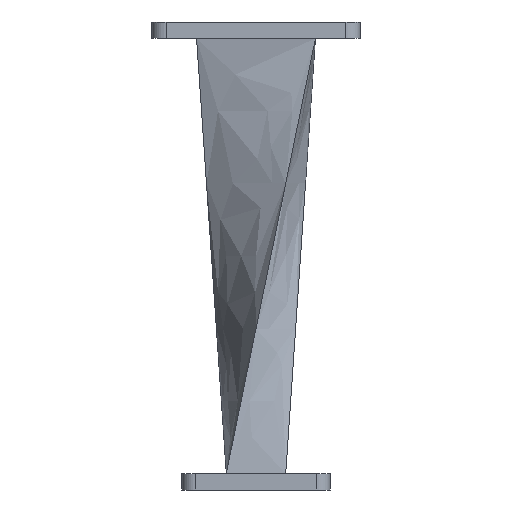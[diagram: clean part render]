
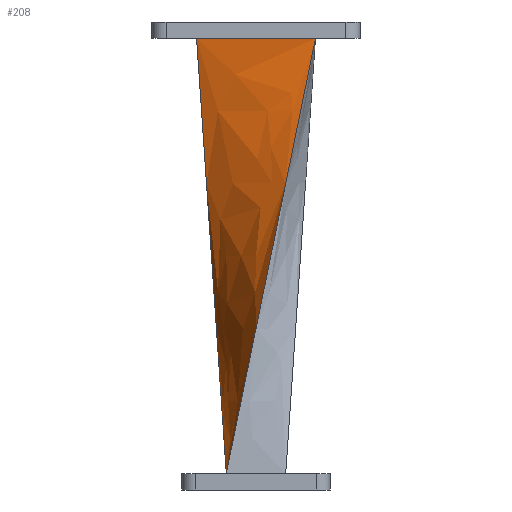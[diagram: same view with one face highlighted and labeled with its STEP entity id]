
A CAD part, front view. The second image highlights one B-rep face of the part: STEP entity #208.
In plain terms, the highlighted free-form (B-spline) face has degree [3, 1] with [6, 4] control points.
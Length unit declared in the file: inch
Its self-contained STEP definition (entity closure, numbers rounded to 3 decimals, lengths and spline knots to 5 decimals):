
#34 = CARTESIAN_POINT ( 'NONE',  ( 0.67833, -0.49833, 0.1126 ) ) ;
#60 = VECTOR ( 'NONE', #3252, 39.37008 ) ;
#88 = CARTESIAN_POINT ( 'NONE',  ( -0.33333, -0.5, 0.03937 ) ) ;
#208 = ADVANCED_FACE ( 'NONE', ( #2433 ), #2340, .T. ) ;
#295 = CARTESIAN_POINT ( 'NONE',  ( -1., -0.5, 0.03937 ) ) ;
#342 = CARTESIAN_POINT ( 'NONE',  ( 1., -0.5, 0.03937 ) ) ;
#407 = CARTESIAN_POINT ( 'NONE',  ( 1., -0.5, 0.03937 ) ) ;
#622 = CARTESIAN_POINT ( 'NONE',  ( -0.5, 0.66667, -7.28346 ) ) ;
#634 = CARTESIAN_POINT ( 'NONE',  ( -0.5, 1., -7.28346 ) ) ;
#674 = CARTESIAN_POINT ( 'NONE',  ( -0.66667, -0.5, 0.03937 ) ) ;
#694 = CARTESIAN_POINT ( 'NONE',  ( -0.515, -1.005, -7.35669 ) ) ;
#761 = VECTOR ( 'NONE', #3852, 39.37008 ) ;
#820 = ORIENTED_EDGE ( 'NONE', *, *, #1347, .F. ) ;
#985 = CARTESIAN_POINT ( 'NONE',  ( 0.34167, -0.50167, 0.1126 ) ) ;
#1154 = CARTESIAN_POINT ( 'NONE',  ( -0.5, 1., -7.28346 ) ) ;
#1222 = CARTESIAN_POINT ( 'NONE',  ( -0.75, 0.25, -3.62205 ) ) ;
#1228 = CARTESIAN_POINT ( 'NONE',  ( -0.5, -0.33333, -7.28346 ) ) ;
#1266 = CARTESIAN_POINT ( 'NONE',  ( -0.51167, -0.66833, -7.35669 ) ) ;
#1275 = EDGE_LOOP ( 'NONE', ( #820, #2162, #3317, #3858 ) ) ;
#1347 = EDGE_CURVE ( 'NONE', #3182, #2241, #3831, .T. ) ;
#1389 = VECTOR ( 'NONE', #2149, 39.37008 ) ;
#1542 = CARTESIAN_POINT ( 'NONE',  ( -0.33167, -0.50833, 0.1126 ) ) ;
#1577 = CARTESIAN_POINT ( 'NONE',  ( -0.50833, -0.33167, -7.35669 ) ) ;
#1595 = CARTESIAN_POINT ( 'NONE',  ( -0.5, 0.33333, -7.28346 ) ) ;
#1736 = EDGE_CURVE ( 'NONE', #1980, #2395, #2783, .T. ) ;
#1743 = EDGE_CURVE ( 'NONE', #1980, #3182, #3347, .T. ) ;
#1809 = CARTESIAN_POINT ( 'NONE',  ( -0.49833, 0.67833, -7.35669 ) ) ;
#1833 = CARTESIAN_POINT ( 'NONE',  ( -0.5, -1., -7.28346 ) ) ;
#1980 = VERTEX_POINT ( 'NONE', #1154 ) ;
#2056 = LINE ( 'NONE', #2731, #60 ) ;
#2099 = CARTESIAN_POINT ( 'NONE',  ( 1.015, -0.495, 0.1126 ) ) ;
#2139 = CARTESIAN_POINT ( 'NONE',  ( 0.66667, -0.5, 0.03937 ) ) ;
#2149 = DIRECTION ( 'NONE',  ( 0., -1., 0. ) ) ;
#2154 = CARTESIAN_POINT ( 'NONE',  ( -0.5, -1., -7.28346 ) ) ;
#2162 = ORIENTED_EDGE ( 'NONE', *, *, #1743, .F. ) ;
#2206 = CARTESIAN_POINT ( 'NONE',  ( -1., -0.5, 0.03937 ) ) ;
#2241 = VERTEX_POINT ( 'NONE', #407 ) ;
#2340 = B_SPLINE_SURFACE_WITH_KNOTS ( 'NONE', 3, 1, ( 
 ( #2099, #342, #2154, #694 ),
 ( #34, #2139, #3314, #1266 ),
 ( #985, #3049, #1228, #1577 ),
 ( #1542, #88, #1595, #3374 ),
 ( #3297, #674, #622, #1809 ),
 ( #2414, #3336, #3004, #3029 ) ),
 .UNSPECIFIED., .F., .F., .F.,
 ( 4, 2, 4 ),
 ( 2, 1, 1, 2 ),
 ( 0., 0.5, 1. ),
 ( -0.01, 0., 1., 1.01 ),
 .UNSPECIFIED. ) ;
#2395 = VERTEX_POINT ( 'NONE', #1833 ) ;
#2407 = DIRECTION ( 'NONE',  ( -0.067, -0.2, 0.977 ) ) ;
#2414 = CARTESIAN_POINT ( 'NONE',  ( -1.005, -0.515, 0.1126 ) ) ;
#2433 = FACE_OUTER_BOUND ( 'NONE', #1275, .T. ) ;
#2647 = EDGE_CURVE ( 'NONE', #2241, #2395, #2056, .T. ) ;
#2706 = VECTOR ( 'NONE', #2407, 39.37008 ) ;
#2731 = CARTESIAN_POINT ( 'NONE',  ( 0.25, -0.75, -3.62205 ) ) ;
#2783 = LINE ( 'NONE', #634, #1389 ) ;
#3004 = CARTESIAN_POINT ( 'NONE',  ( -0.5, 1., -7.28346 ) ) ;
#3029 = CARTESIAN_POINT ( 'NONE',  ( -0.495, 1.015, -7.35669 ) ) ;
#3049 = CARTESIAN_POINT ( 'NONE',  ( 0.33333, -0.5, 0.03937 ) ) ;
#3182 = VERTEX_POINT ( 'NONE', #2206 ) ;
#3252 = DIRECTION ( 'NONE',  ( -0.2, -0.067, -0.977 ) ) ;
#3297 = CARTESIAN_POINT ( 'NONE',  ( -0.66833, -0.51167, 0.1126 ) ) ;
#3314 = CARTESIAN_POINT ( 'NONE',  ( -0.5, -0.66667, -7.28346 ) ) ;
#3317 = ORIENTED_EDGE ( 'NONE', *, *, #1736, .T. ) ;
#3336 = CARTESIAN_POINT ( 'NONE',  ( -1., -0.5, 0.03937 ) ) ;
#3347 = LINE ( 'NONE', #1222, #2706 ) ;
#3374 = CARTESIAN_POINT ( 'NONE',  ( -0.50167, 0.34167, -7.35669 ) ) ;
#3831 = LINE ( 'NONE', #295, #761 ) ;
#3852 = DIRECTION ( 'NONE',  ( 1., 0., 0. ) ) ;
#3858 = ORIENTED_EDGE ( 'NONE', *, *, #2647, .F. ) ;
